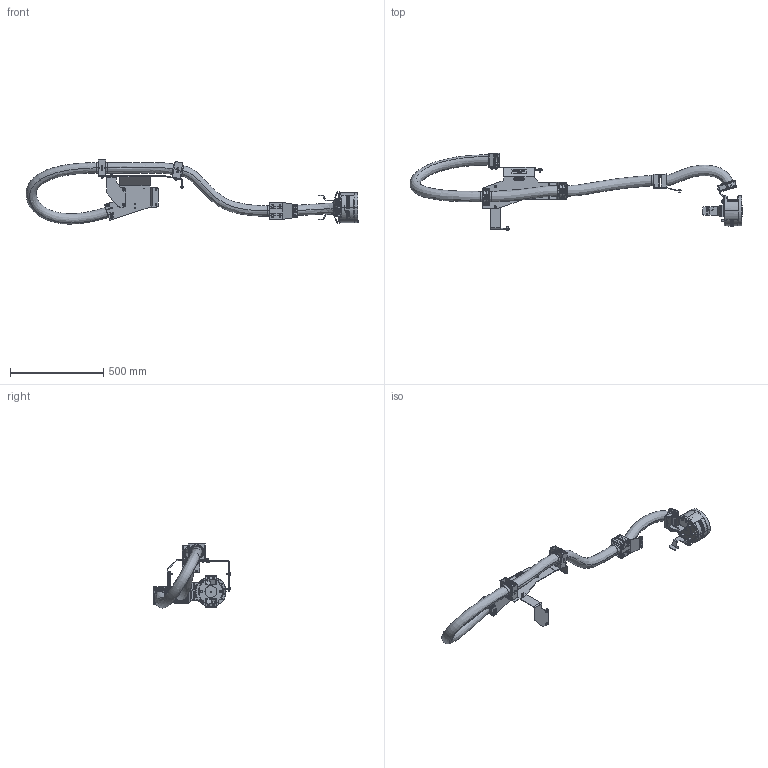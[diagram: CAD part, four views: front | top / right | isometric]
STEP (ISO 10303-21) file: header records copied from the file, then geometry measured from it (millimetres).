
FILE_DESCRIPTION (( 'STEP AP203' ), '1' );
FILE_NAME ('TS132-410.STEP', '2020-10-21T06:04:57', ( '' ), ( '' ), 'SwSTEP 2.0', 'SolidWorks 2019', '' );
FILE_SCHEMA (( 'CONFIG_CONTROL_DESIGN' ));
Products named in the file (1): TS132-410
Bounding box: 1775.65 x 412.5 x 343.44 mm (x, y, z)
Volume: 3465234 mm3; surface area: 1674244.5 mm2
Topology: 82 solids, 82 shells, 5710 faces, 14603 edges, 9212 vertices
Faces by surface type: plane 2295, cylinder 1554, bspline 1280, torus 261, cone 216, sphere 104
Entity records: 283413 total; most frequent: CARTESIAN_POINT 153191, ORIENTED_EDGE 28810, DIRECTION 24068, EDGE_CURVE 14405, VERTEX_POINT 9200, AXIS2_PLACEMENT_3D 8370, VECTOR 7328, LINE 7328
